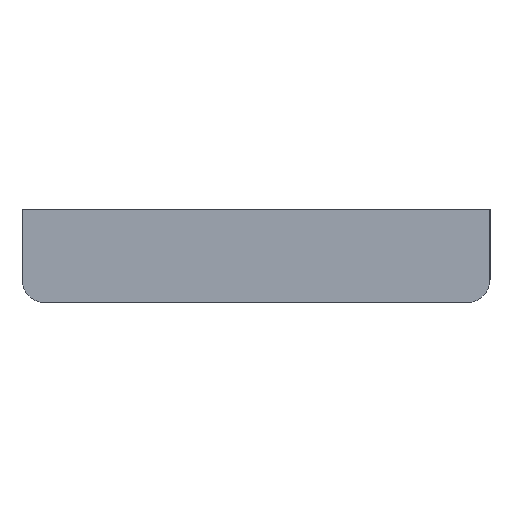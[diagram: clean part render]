
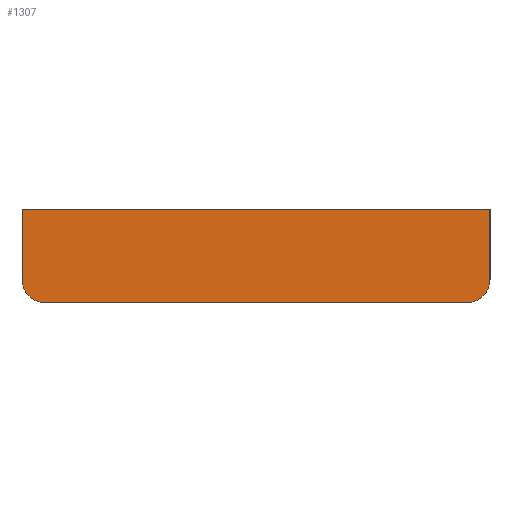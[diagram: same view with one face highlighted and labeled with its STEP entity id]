
A CAD part, left-side view. The second image highlights one B-rep face of the part: STEP entity #1307.
In plain terms, the highlighted planar face has unit normal (-1, 0, 0).
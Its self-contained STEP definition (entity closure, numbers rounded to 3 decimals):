
#32 = PLANE('',#33);
#33 = AXIS2_PLACEMENT_3D('',#34,#35,#36);
#34 = CARTESIAN_POINT('',(-20.,5.,0.));
#35 = DIRECTION('',(0.,-1.,0.));
#36 = DIRECTION('',(1.,0.,0.));
#281 = VERTEX_POINT('',#282);
#282 = CARTESIAN_POINT('',(-20.,5.,0.));
#296 = PLANE('',#297);
#297 = AXIS2_PLACEMENT_3D('',#298,#299,#300);
#298 = CARTESIAN_POINT('',(0.,0.,0.));
#299 = DIRECTION('',(0.,0.,-1.));
#300 = DIRECTION('',(1.,0.,0.));
#308 = EDGE_CURVE('',#281,#309,#311,.T.);
#309 = VERTEX_POINT('',#310);
#310 = CARTESIAN_POINT('',(-20.,5.,-1.5));
#311 = SURFACE_CURVE('',#312,(#316,#323),.PCURVE_S1.);
#312 = LINE('',#313,#314);
#313 = CARTESIAN_POINT('',(-20.,5.,0.));
#314 = VECTOR('',#315,1.);
#315 = DIRECTION('',(0.,0.,-1.));
#316 = PCURVE('',#32,#317);
#317 = DEFINITIONAL_REPRESENTATION('',(#318),#322);
#318 = LINE('',#319,#320);
#319 = CARTESIAN_POINT('',(0.,0.));
#320 = VECTOR('',#321,1.);
#321 = DIRECTION('',(0.,-1.));
#322 = ( GEOMETRIC_REPRESENTATION_CONTEXT(2) 
PARAMETRIC_REPRESENTATION_CONTEXT() REPRESENTATION_CONTEXT('2D SPACE',''
  ) );
#323 = PCURVE('',#324,#329);
#324 = PLANE('',#325);
#325 = AXIS2_PLACEMENT_3D('',#326,#327,#328);
#326 = CARTESIAN_POINT('',(-20.,-5.,0.));
#327 = DIRECTION('',(1.,0.,0.));
#328 = DIRECTION('',(0.,1.,0.));
#329 = DEFINITIONAL_REPRESENTATION('',(#330),#334);
#330 = LINE('',#331,#332);
#331 = CARTESIAN_POINT('',(10.,0.));
#332 = VECTOR('',#333,1.);
#333 = DIRECTION('',(0.,-1.));
#334 = ( GEOMETRIC_REPRESENTATION_CONTEXT(2) 
PARAMETRIC_REPRESENTATION_CONTEXT() REPRESENTATION_CONTEXT('2D SPACE',''
  ) );
#352 = CYLINDRICAL_SURFACE('',#353,0.5);
#353 = AXIS2_PLACEMENT_3D('',#354,#355,#356);
#354 = CARTESIAN_POINT('',(-20.,4.5,-1.5));
#355 = DIRECTION('',(1.,0.,0.));
#356 = DIRECTION('',(0.,1.,0.));
#569 = PLANE('',#570);
#570 = AXIS2_PLACEMENT_3D('',#571,#572,#573);
#571 = CARTESIAN_POINT('',(20.,-5.,0.));
#572 = DIRECTION('',(0.,1.,0.));
#573 = DIRECTION('',(-1.,-0.,0.));
#1231 = EDGE_CURVE('',#1232,#281,#1234,.T.);
#1232 = VERTEX_POINT('',#1233);
#1233 = CARTESIAN_POINT('',(-20.,-5.,0.));
#1234 = SURFACE_CURVE('',#1235,(#1239,#1246),.PCURVE_S1.);
#1235 = LINE('',#1236,#1237);
#1236 = CARTESIAN_POINT('',(-20.,-5.,0.));
#1237 = VECTOR('',#1238,1.);
#1238 = DIRECTION('',(0.,1.,0.));
#1239 = PCURVE('',#296,#1240);
#1240 = DEFINITIONAL_REPRESENTATION('',(#1241),#1245);
#1241 = LINE('',#1242,#1243);
#1242 = CARTESIAN_POINT('',(-20.,5.));
#1243 = VECTOR('',#1244,1.);
#1244 = DIRECTION('',(0.,-1.));
#1245 = ( GEOMETRIC_REPRESENTATION_CONTEXT(2) 
PARAMETRIC_REPRESENTATION_CONTEXT() REPRESENTATION_CONTEXT('2D SPACE',''
  ) );
#1246 = PCURVE('',#324,#1247);
#1247 = DEFINITIONAL_REPRESENTATION('',(#1248),#1252);
#1248 = LINE('',#1249,#1250);
#1249 = CARTESIAN_POINT('',(0.,0.));
#1250 = VECTOR('',#1251,1.);
#1251 = DIRECTION('',(1.,0.));
#1252 = ( GEOMETRIC_REPRESENTATION_CONTEXT(2) 
PARAMETRIC_REPRESENTATION_CONTEXT() REPRESENTATION_CONTEXT('2D SPACE',''
  ) );
#1307 = ADVANCED_FACE('',(#1308),#324,.F.);
#1308 = FACE_BOUND('',#1309,.F.);
#1309 = EDGE_LOOP('',(#1310,#1333,#1366,#1394,#1420,#1421));
#1310 = ORIENTED_EDGE('',*,*,#1311,.T.);
#1311 = EDGE_CURVE('',#1232,#1312,#1314,.T.);
#1312 = VERTEX_POINT('',#1313);
#1313 = CARTESIAN_POINT('',(-20.,-5.,-1.5));
#1314 = SURFACE_CURVE('',#1315,(#1319,#1326),.PCURVE_S1.);
#1315 = LINE('',#1316,#1317);
#1316 = CARTESIAN_POINT('',(-20.,-5.,0.));
#1317 = VECTOR('',#1318,1.);
#1318 = DIRECTION('',(0.,0.,-1.));
#1319 = PCURVE('',#324,#1320);
#1320 = DEFINITIONAL_REPRESENTATION('',(#1321),#1325);
#1321 = LINE('',#1322,#1323);
#1322 = CARTESIAN_POINT('',(0.,0.));
#1323 = VECTOR('',#1324,1.);
#1324 = DIRECTION('',(0.,-1.));
#1325 = ( GEOMETRIC_REPRESENTATION_CONTEXT(2) 
PARAMETRIC_REPRESENTATION_CONTEXT() REPRESENTATION_CONTEXT('2D SPACE',''
  ) );
#1326 = PCURVE('',#569,#1327);
#1327 = DEFINITIONAL_REPRESENTATION('',(#1328),#1332);
#1328 = LINE('',#1329,#1330);
#1329 = CARTESIAN_POINT('',(40.,0.));
#1330 = VECTOR('',#1331,1.);
#1331 = DIRECTION('',(0.,-1.));
#1332 = ( GEOMETRIC_REPRESENTATION_CONTEXT(2) 
PARAMETRIC_REPRESENTATION_CONTEXT() REPRESENTATION_CONTEXT('2D SPACE',''
  ) );
#1333 = ORIENTED_EDGE('',*,*,#1334,.F.);
#1334 = EDGE_CURVE('',#1335,#1312,#1337,.T.);
#1335 = VERTEX_POINT('',#1336);
#1336 = CARTESIAN_POINT('',(-20.,-4.5,-2.));
#1337 = SURFACE_CURVE('',#1338,(#1343,#1354),.PCURVE_S1.);
#1338 = CIRCLE('',#1339,0.5);
#1339 = AXIS2_PLACEMENT_3D('',#1340,#1341,#1342);
#1340 = CARTESIAN_POINT('',(-20.,-4.5,-1.5));
#1341 = DIRECTION('',(-1.,-0.,0.));
#1342 = DIRECTION('',(-0.,0.,-1.));
#1343 = PCURVE('',#324,#1344);
#1344 = DEFINITIONAL_REPRESENTATION('',(#1345),#1353);
#1345 = ( BOUNDED_CURVE() B_SPLINE_CURVE(2,(#1346,#1347,#1348,#1349,
#1350,#1351,#1352),.UNSPECIFIED.,.T.,.F.) B_SPLINE_CURVE_WITH_KNOTS((1,2
    ,2,2,2,1),(-2.094,0.,2.094,4.189,
6.283,8.378),.UNSPECIFIED.) CURVE() 
GEOMETRIC_REPRESENTATION_ITEM() RATIONAL_B_SPLINE_CURVE((1.,0.5,1.,0.5,
1.,0.5,1.)) REPRESENTATION_ITEM('') );
#1346 = CARTESIAN_POINT('',(0.5,-2.));
#1347 = CARTESIAN_POINT('',(-0.366,-2.));
#1348 = CARTESIAN_POINT('',(0.067,-1.25));
#1349 = CARTESIAN_POINT('',(0.5,-0.5));
#1350 = CARTESIAN_POINT('',(0.933,-1.25));
#1351 = CARTESIAN_POINT('',(1.366,-2.));
#1352 = CARTESIAN_POINT('',(0.5,-2.));
#1353 = ( GEOMETRIC_REPRESENTATION_CONTEXT(2) 
PARAMETRIC_REPRESENTATION_CONTEXT() REPRESENTATION_CONTEXT('2D SPACE',''
  ) );
#1354 = PCURVE('',#1355,#1360);
#1355 = CYLINDRICAL_SURFACE('',#1356,0.5);
#1356 = AXIS2_PLACEMENT_3D('',#1357,#1358,#1359);
#1357 = CARTESIAN_POINT('',(20.,-4.5,-1.5));
#1358 = DIRECTION('',(-1.,-0.,0.));
#1359 = DIRECTION('',(0.,0.,-1.));
#1360 = DEFINITIONAL_REPRESENTATION('',(#1361),#1365);
#1361 = LINE('',#1362,#1363);
#1362 = CARTESIAN_POINT('',(0.,40.));
#1363 = VECTOR('',#1364,1.);
#1364 = DIRECTION('',(1.,0.));
#1365 = ( GEOMETRIC_REPRESENTATION_CONTEXT(2) 
PARAMETRIC_REPRESENTATION_CONTEXT() REPRESENTATION_CONTEXT('2D SPACE',''
  ) );
#1366 = ORIENTED_EDGE('',*,*,#1367,.T.);
#1367 = EDGE_CURVE('',#1335,#1368,#1370,.T.);
#1368 = VERTEX_POINT('',#1369);
#1369 = CARTESIAN_POINT('',(-20.,4.5,-2.));
#1370 = SURFACE_CURVE('',#1371,(#1375,#1382),.PCURVE_S1.);
#1371 = LINE('',#1372,#1373);
#1372 = CARTESIAN_POINT('',(-20.,-5.,-2.));
#1373 = VECTOR('',#1374,1.);
#1374 = DIRECTION('',(0.,1.,0.));
#1375 = PCURVE('',#324,#1376);
#1376 = DEFINITIONAL_REPRESENTATION('',(#1377),#1381);
#1377 = LINE('',#1378,#1379);
#1378 = CARTESIAN_POINT('',(0.,-2.));
#1379 = VECTOR('',#1380,1.);
#1380 = DIRECTION('',(1.,0.));
#1381 = ( GEOMETRIC_REPRESENTATION_CONTEXT(2) 
PARAMETRIC_REPRESENTATION_CONTEXT() REPRESENTATION_CONTEXT('2D SPACE',''
  ) );
#1382 = PCURVE('',#1383,#1388);
#1383 = PLANE('',#1384);
#1384 = AXIS2_PLACEMENT_3D('',#1385,#1386,#1387);
#1385 = CARTESIAN_POINT('',(0.,0.,-2.));
#1386 = DIRECTION('',(0.,0.,-1.));
#1387 = DIRECTION('',(1.,0.,0.));
#1388 = DEFINITIONAL_REPRESENTATION('',(#1389),#1393);
#1389 = LINE('',#1390,#1391);
#1390 = CARTESIAN_POINT('',(-20.,5.));
#1391 = VECTOR('',#1392,1.);
#1392 = DIRECTION('',(0.,-1.));
#1393 = ( GEOMETRIC_REPRESENTATION_CONTEXT(2) 
PARAMETRIC_REPRESENTATION_CONTEXT() REPRESENTATION_CONTEXT('2D SPACE',''
  ) );
#1394 = ORIENTED_EDGE('',*,*,#1395,.F.);
#1395 = EDGE_CURVE('',#309,#1368,#1396,.T.);
#1396 = SURFACE_CURVE('',#1397,(#1402,#1413),.PCURVE_S1.);
#1397 = CIRCLE('',#1398,0.5);
#1398 = AXIS2_PLACEMENT_3D('',#1399,#1400,#1401);
#1399 = CARTESIAN_POINT('',(-20.,4.5,-1.5));
#1400 = DIRECTION('',(-1.,0.,-0.));
#1401 = DIRECTION('',(-0.,0.,1.));
#1402 = PCURVE('',#324,#1403);
#1403 = DEFINITIONAL_REPRESENTATION('',(#1404),#1412);
#1404 = ( BOUNDED_CURVE() B_SPLINE_CURVE(2,(#1405,#1406,#1407,#1408,
#1409,#1410,#1411),.UNSPECIFIED.,.T.,.F.) B_SPLINE_CURVE_WITH_KNOTS((1,2
    ,2,2,2,1),(-2.094,0.,2.094,4.189,
6.283,8.378),.UNSPECIFIED.) CURVE() 
GEOMETRIC_REPRESENTATION_ITEM() RATIONAL_B_SPLINE_CURVE((1.,0.5,1.,0.5,
1.,0.5,1.)) REPRESENTATION_ITEM('') );
#1405 = CARTESIAN_POINT('',(9.5,-1.));
#1406 = CARTESIAN_POINT('',(10.366,-1.));
#1407 = CARTESIAN_POINT('',(9.933,-1.75));
#1408 = CARTESIAN_POINT('',(9.5,-2.5));
#1409 = CARTESIAN_POINT('',(9.067,-1.75));
#1410 = CARTESIAN_POINT('',(8.634,-1.));
#1411 = CARTESIAN_POINT('',(9.5,-1.));
#1412 = ( GEOMETRIC_REPRESENTATION_CONTEXT(2) 
PARAMETRIC_REPRESENTATION_CONTEXT() REPRESENTATION_CONTEXT('2D SPACE',''
  ) );
#1413 = PCURVE('',#352,#1414);
#1414 = DEFINITIONAL_REPRESENTATION('',(#1415),#1419);
#1415 = LINE('',#1416,#1417);
#1416 = CARTESIAN_POINT('',(1.571,-0.));
#1417 = VECTOR('',#1418,1.);
#1418 = DIRECTION('',(-1.,0.));
#1419 = ( GEOMETRIC_REPRESENTATION_CONTEXT(2) 
PARAMETRIC_REPRESENTATION_CONTEXT() REPRESENTATION_CONTEXT('2D SPACE',''
  ) );
#1420 = ORIENTED_EDGE('',*,*,#308,.F.);
#1421 = ORIENTED_EDGE('',*,*,#1231,.F.);
